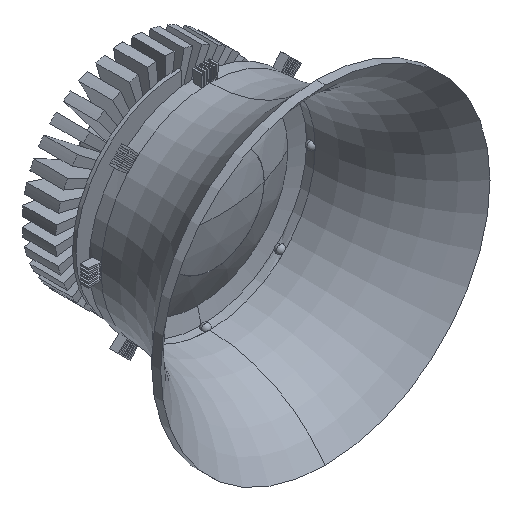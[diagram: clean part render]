
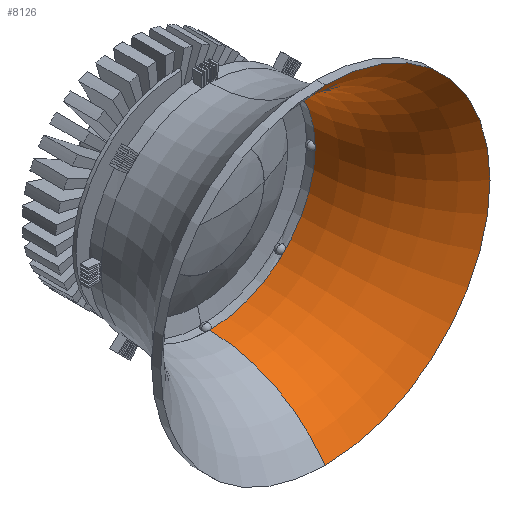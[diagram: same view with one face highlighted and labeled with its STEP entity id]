
A CAD part, isometric view. The second image highlights one B-rep face of the part: STEP entity #8126.
In plain terms, the highlighted toroidal (fillet/blend) face has major radius 146.717 mm and minor radius 84.276 mm.
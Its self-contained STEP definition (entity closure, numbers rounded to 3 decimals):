
#82 = CARTESIAN_POINT ( 'NONE',  ( 0., -28.73, -62.441 ) ) ;
#916 = AXIS2_PLACEMENT_3D ( 'NONE', #1261, #7742, #2345 ) ;
#1083 = EDGE_CURVE ( 'NONE', #10537, #3353, #9481, .T. ) ;
#1261 = CARTESIAN_POINT ( 'NONE',  ( 0., -28.73, 0. ) ) ;
#1618 = CIRCLE ( 'NONE', #9652, 84.276 ) ;
#1712 = CARTESIAN_POINT ( 'NONE',  ( 0., -28.73, 0. ) ) ;
#1722 = ORIENTED_EDGE ( 'NONE', *, *, #1905, .F. ) ;
#1905 = EDGE_CURVE ( 'NONE', #11667, #3353, #1618, .T. ) ;
#2345 = DIRECTION ( 'NONE',  ( 0., 0., -1. ) ) ;
#2829 = DIRECTION ( 'NONE',  ( 0., 0., 1. ) ) ;
#3131 = CIRCLE ( 'NONE', #9203, 97.5 ) ;
#3310 = FACE_OUTER_BOUND ( 'NONE', #5280, .T. ) ;
#3353 = VERTEX_POINT ( 'NONE', #82 ) ;
#4758 = CARTESIAN_POINT ( 'NONE',  ( 0., -97.142, 0. ) ) ;
#4894 = CARTESIAN_POINT ( 'NONE',  ( 0., -28.73, -146.717 ) ) ;
#5280 = EDGE_LOOP ( 'NONE', ( #7162, #8991, #10042, #1722 ) ) ;
#5842 = DIRECTION ( 'NONE',  ( 0., 0., -1. ) ) ;
#5873 = CARTESIAN_POINT ( 'NONE',  ( 0., -28.73, 146.717 ) ) ;
#5967 = DIRECTION ( 'NONE',  ( 0., 0., 1. ) ) ;
#6188 = TOROIDAL_SURFACE ( 'NONE', #916, 146.717, 84.276 ) ;
#6935 = DIRECTION ( 'NONE',  ( 0., 0., -1. ) ) ;
#7162 = ORIENTED_EDGE ( 'NONE', *, *, #12260, .T. ) ;
#7742 = DIRECTION ( 'NONE',  ( 0., -1., 0. ) ) ;
#7750 = CARTESIAN_POINT ( 'NONE',  ( 0., -97.142, -97.5 ) ) ;
#8126 = ADVANCED_FACE ( 'NONE', ( #3310 ), #6188, .T. ) ;
#8991 = ORIENTED_EDGE ( 'NONE', *, *, #9891, .T. ) ;
#9203 = AXIS2_PLACEMENT_3D ( 'NONE', #4758, #12323, #5842 ) ;
#9280 = DIRECTION ( 'NONE',  ( 0., 1., 0. ) ) ;
#9435 = AXIS2_PLACEMENT_3D ( 'NONE', #5873, #13434, #6935 ) ;
#9481 = CIRCLE ( 'NONE', #11947, 62.441 ) ;
#9652 = AXIS2_PLACEMENT_3D ( 'NONE', #4894, #12452, #5967 ) ;
#9891 = EDGE_CURVE ( 'NONE', #13447, #10537, #12241, .T. ) ;
#10042 = ORIENTED_EDGE ( 'NONE', *, *, #1083, .T. ) ;
#10537 = VERTEX_POINT ( 'NONE', #12376 ) ;
#11667 = VERTEX_POINT ( 'NONE', #7750 ) ;
#11947 = AXIS2_PLACEMENT_3D ( 'NONE', #1712, #9280, #2829 ) ;
#12241 = CIRCLE ( 'NONE', #9435, 84.276 ) ;
#12260 = EDGE_CURVE ( 'NONE', #11667, #13447, #3131, .T. ) ;
#12323 = DIRECTION ( 'NONE',  ( 0., -1., 0. ) ) ;
#12376 = CARTESIAN_POINT ( 'NONE',  ( 0., -28.73, 62.441 ) ) ;
#12452 = DIRECTION ( 'NONE',  ( -1., 0., 0. ) ) ;
#13434 = DIRECTION ( 'NONE',  ( 1., 0., 0. ) ) ;
#13447 = VERTEX_POINT ( 'NONE', #13858 ) ;
#13858 = CARTESIAN_POINT ( 'NONE',  ( 0., -97.142, 97.5 ) ) ;
